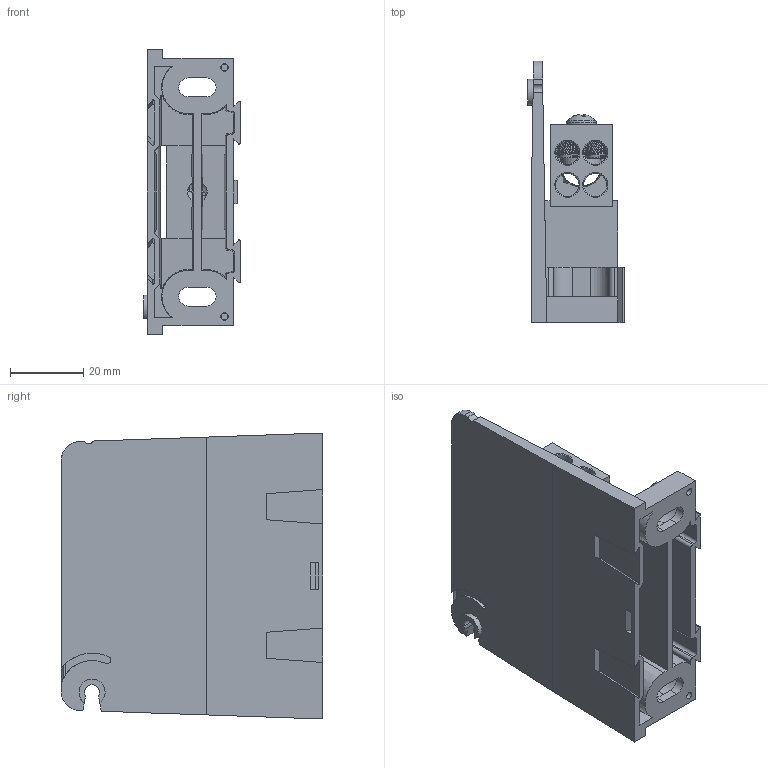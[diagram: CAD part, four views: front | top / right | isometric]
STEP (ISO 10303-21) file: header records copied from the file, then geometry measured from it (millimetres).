
FILE_DESCRIPTION (( 'STEP AP214' ), '1' );
FILE_NAME ('701871_ADDER_revA.STEP', '2014-02-15T13:01:59', ( '' ), ( '' ), 'SwSTEP 2.0', 'SolidWorks 2013', '' );
FILE_SCHEMA (( 'AUTOMOTIVE_DESIGN' ));
Length unit declared in the file: inch
Products named in the file (1): 701871_ADDER_revA
Bounding box: 26.29 x 71.37 x 78.11 mm (x, y, z)
Surface area: 25738.7 mm2 (no closed solid volume)
Topology: 0 solids, 15 shells, 247 faces, 901 edges, 659 vertices
Faces by surface type: plane 135, cylinder 65, cone 44, bspline 3
Full cylindrical faces by diameter (mm): 5.41 x2, 5.578 x7, 6.35 x10, 8.179 x1, 11.125 x2
Entity records: 16167 total; most frequent: CARTESIAN_POINT 6070, ORIENTED_EDGE 1339, DIRECTION 1249, EDGE_CURVE 816, VERTEX_POINT 625, LINE 507, VECTOR 507, AXIS2_PLACEMENT_3D 371
